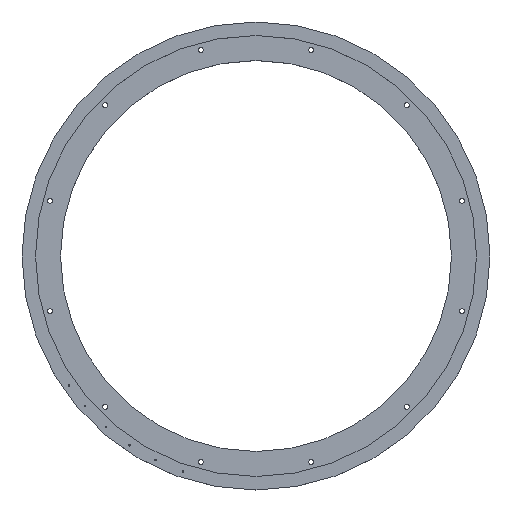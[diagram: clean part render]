
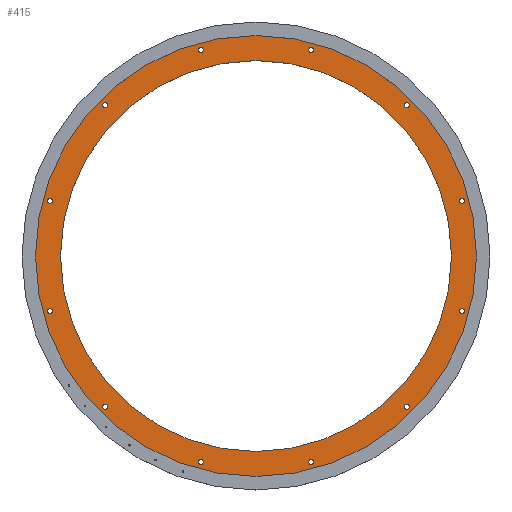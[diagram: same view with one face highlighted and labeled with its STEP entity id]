
A CAD part, top view. The second image highlights one B-rep face of the part: STEP entity #415.
In plain terms, the highlighted planar face has unit normal (0, 0, 1).
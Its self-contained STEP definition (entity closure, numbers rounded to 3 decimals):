
#32=CARTESIAN_POINT('',(-212.09,0.,-5.182));
#33=VERTEX_POINT('',#32);
#42=CARTESIAN_POINT('',(212.09,-0.,-5.182));
#43=VERTEX_POINT('',#42);
#44=CARTESIAN_POINT('',(0.,0.,-5.182));
#45=DIRECTION('',(0.,0.,1.));
#46=DIRECTION('',(1.,0.,-0.));
#47=AXIS2_PLACEMENT_3D('',#44,#45,#46);
#48=CIRCLE('',#47,212.09);
#49=EDGE_CURVE('',#43,#33,#48,.T.);
#51=CARTESIAN_POINT('',(0.,0.,-5.182));
#52=DIRECTION('',(0.,0.,1.));
#53=DIRECTION('',(1.,0.,-0.));
#54=AXIS2_PLACEMENT_3D('',#51,#52,#53);
#55=CIRCLE('',#54,212.09);
#56=EDGE_CURVE('',#33,#43,#55,.T.);
#263=CARTESIAN_POINT('',(0.,0.,-5.182));
#264=DIRECTION('',(0.,0.,1.));
#265=DIRECTION('',(0.,-1.,0.));
#266=AXIS2_PLACEMENT_3D('',#263,#264,#265);
#267=PLANE('',#266);
#268=CARTESIAN_POINT('',(188.049,-0.,-5.182));
#269=VERTEX_POINT('',#268);
#270=CARTESIAN_POINT('',(0.,0.,-5.182));
#271=DIRECTION('',(0.,0.,1.));
#272=DIRECTION('',(1.,0.,-0.));
#273=AXIS2_PLACEMENT_3D('',#270,#271,#272);
#274=CIRCLE('',#273,188.049);
#275=EDGE_CURVE('',#269,#269,#274,.T.);
#276=ORIENTED_EDGE('',*,*,#275,.F.);
#277=EDGE_LOOP('',(#276));
#278=FACE_BOUND('',#277,.T.);
#279=CARTESIAN_POINT('',(147.444,145.031,-5.182));
#280=VERTEX_POINT('',#279);
#281=CARTESIAN_POINT('',(145.031,145.031,-5.182));
#282=DIRECTION('',(0.,0.,1.));
#283=DIRECTION('',(1.,0.,-0.));
#284=AXIS2_PLACEMENT_3D('',#281,#282,#283);
#285=CIRCLE('',#284,2.413);
#286=EDGE_CURVE('',#280,#280,#285,.T.);
#287=ORIENTED_EDGE('',*,*,#286,.F.);
#288=EDGE_LOOP('',(#287));
#289=FACE_BOUND('',#288,.T.);
#290=CARTESIAN_POINT('',(55.498,198.116,-5.182));
#291=VERTEX_POINT('',#290);
#292=CARTESIAN_POINT('',(53.085,198.116,-5.182));
#293=DIRECTION('',(0.,0.,1.));
#294=DIRECTION('',(1.,0.,-0.));
#295=AXIS2_PLACEMENT_3D('',#292,#293,#294);
#296=CIRCLE('',#295,2.413);
#297=EDGE_CURVE('',#291,#291,#296,.T.);
#298=ORIENTED_EDGE('',*,*,#297,.F.);
#299=EDGE_LOOP('',(#298));
#300=FACE_BOUND('',#299,.T.);
#301=CARTESIAN_POINT('',(-50.672,198.116,-5.182));
#302=VERTEX_POINT('',#301);
#303=CARTESIAN_POINT('',(-53.085,198.116,-5.182));
#304=DIRECTION('',(0.,0.,1.));
#305=DIRECTION('',(1.,0.,-0.));
#306=AXIS2_PLACEMENT_3D('',#303,#304,#305);
#307=CIRCLE('',#306,2.413);
#308=EDGE_CURVE('',#302,#302,#307,.T.);
#309=ORIENTED_EDGE('',*,*,#308,.F.);
#310=EDGE_LOOP('',(#309));
#311=FACE_BOUND('',#310,.T.);
#312=CARTESIAN_POINT('',(200.529,53.085,-5.182));
#313=VERTEX_POINT('',#312);
#314=CARTESIAN_POINT('',(198.116,53.085,-5.182));
#315=DIRECTION('',(0.,0.,1.));
#316=DIRECTION('',(1.,0.,-0.));
#317=AXIS2_PLACEMENT_3D('',#314,#315,#316);
#318=CIRCLE('',#317,2.413);
#319=EDGE_CURVE('',#313,#313,#318,.T.);
#320=ORIENTED_EDGE('',*,*,#319,.F.);
#321=EDGE_LOOP('',(#320));
#322=FACE_BOUND('',#321,.T.);
#323=CARTESIAN_POINT('',(200.529,-53.085,-5.182));
#324=VERTEX_POINT('',#323);
#325=CARTESIAN_POINT('',(198.116,-53.085,-5.182));
#326=DIRECTION('',(0.,0.,1.));
#327=DIRECTION('',(1.,0.,-0.));
#328=AXIS2_PLACEMENT_3D('',#325,#326,#327);
#329=CIRCLE('',#328,2.413);
#330=EDGE_CURVE('',#324,#324,#329,.T.);
#331=ORIENTED_EDGE('',*,*,#330,.F.);
#332=EDGE_LOOP('',(#331));
#333=FACE_BOUND('',#332,.T.);
#334=CARTESIAN_POINT('',(55.498,-198.116,-5.182));
#335=VERTEX_POINT('',#334);
#336=CARTESIAN_POINT('',(53.085,-198.116,-5.182));
#337=DIRECTION('',(0.,0.,1.));
#338=DIRECTION('',(1.,0.,-0.));
#339=AXIS2_PLACEMENT_3D('',#336,#337,#338);
#340=CIRCLE('',#339,2.413);
#341=EDGE_CURVE('',#335,#335,#340,.T.);
#342=ORIENTED_EDGE('',*,*,#341,.F.);
#343=EDGE_LOOP('',(#342));
#344=FACE_BOUND('',#343,.T.);
#345=CARTESIAN_POINT('',(-142.618,-145.031,-5.182));
#346=VERTEX_POINT('',#345);
#347=CARTESIAN_POINT('',(-145.031,-145.031,-5.182));
#348=DIRECTION('',(0.,0.,1.));
#349=DIRECTION('',(1.,0.,-0.));
#350=AXIS2_PLACEMENT_3D('',#347,#348,#349);
#351=CIRCLE('',#350,2.413);
#352=EDGE_CURVE('',#346,#346,#351,.T.);
#353=ORIENTED_EDGE('',*,*,#352,.F.);
#354=EDGE_LOOP('',(#353));
#355=FACE_BOUND('',#354,.T.);
#356=CARTESIAN_POINT('',(-50.672,-198.116,-5.182));
#357=VERTEX_POINT('',#356);
#358=CARTESIAN_POINT('',(-53.085,-198.116,-5.182));
#359=DIRECTION('',(0.,0.,1.));
#360=DIRECTION('',(1.,0.,-0.));
#361=AXIS2_PLACEMENT_3D('',#358,#359,#360);
#362=CIRCLE('',#361,2.413);
#363=EDGE_CURVE('',#357,#357,#362,.T.);
#364=ORIENTED_EDGE('',*,*,#363,.F.);
#365=EDGE_LOOP('',(#364));
#366=FACE_BOUND('',#365,.T.);
#367=CARTESIAN_POINT('',(-195.703,53.085,-5.182));
#368=VERTEX_POINT('',#367);
#369=CARTESIAN_POINT('',(-198.116,53.085,-5.182));
#370=DIRECTION('',(0.,0.,1.));
#371=DIRECTION('',(1.,0.,-0.));
#372=AXIS2_PLACEMENT_3D('',#369,#370,#371);
#373=CIRCLE('',#372,2.413);
#374=EDGE_CURVE('',#368,#368,#373,.T.);
#375=ORIENTED_EDGE('',*,*,#374,.F.);
#376=EDGE_LOOP('',(#375));
#377=FACE_BOUND('',#376,.T.);
#378=CARTESIAN_POINT('',(-142.618,145.031,-5.182));
#379=VERTEX_POINT('',#378);
#380=CARTESIAN_POINT('',(-145.031,145.031,-5.182));
#381=DIRECTION('',(0.,0.,1.));
#382=DIRECTION('',(1.,0.,-0.));
#383=AXIS2_PLACEMENT_3D('',#380,#381,#382);
#384=CIRCLE('',#383,2.413);
#385=EDGE_CURVE('',#379,#379,#384,.T.);
#386=ORIENTED_EDGE('',*,*,#385,.F.);
#387=EDGE_LOOP('',(#386));
#388=FACE_BOUND('',#387,.T.);
#389=CARTESIAN_POINT('',(-195.703,-53.085,-5.182));
#390=VERTEX_POINT('',#389);
#391=CARTESIAN_POINT('',(-198.116,-53.085,-5.182));
#392=DIRECTION('',(0.,0.,1.));
#393=DIRECTION('',(1.,0.,-0.));
#394=AXIS2_PLACEMENT_3D('',#391,#392,#393);
#395=CIRCLE('',#394,2.413);
#396=EDGE_CURVE('',#390,#390,#395,.T.);
#397=ORIENTED_EDGE('',*,*,#396,.F.);
#398=EDGE_LOOP('',(#397));
#399=FACE_BOUND('',#398,.T.);
#400=CARTESIAN_POINT('',(147.444,-145.031,-5.182));
#401=VERTEX_POINT('',#400);
#402=CARTESIAN_POINT('',(145.031,-145.031,-5.182));
#403=DIRECTION('',(0.,0.,1.));
#404=DIRECTION('',(1.,0.,-0.));
#405=AXIS2_PLACEMENT_3D('',#402,#403,#404);
#406=CIRCLE('',#405,2.413);
#407=EDGE_CURVE('',#401,#401,#406,.T.);
#408=ORIENTED_EDGE('',*,*,#407,.F.);
#409=EDGE_LOOP('',(#408));
#410=FACE_BOUND('',#409,.T.);
#411=ORIENTED_EDGE('',*,*,#49,.T.);
#412=ORIENTED_EDGE('',*,*,#56,.T.);
#413=EDGE_LOOP('',(#411,#412));
#414=FACE_BOUND('',#413,.T.);
#415=ADVANCED_FACE('',(#278,#289,#300,#311,#322,#333,#344,#355,#366,#377,#388,#399,#410,#414),#267,.T.);
